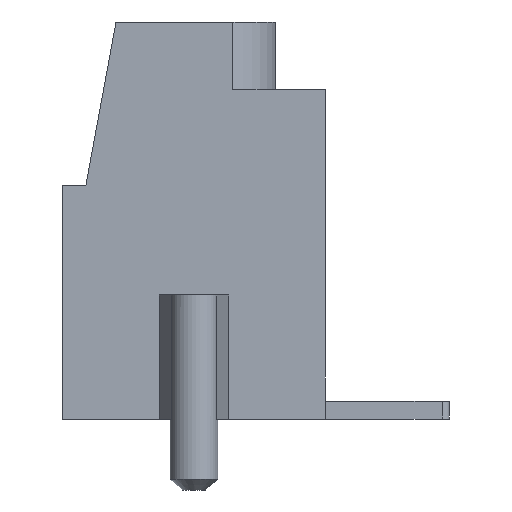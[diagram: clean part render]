
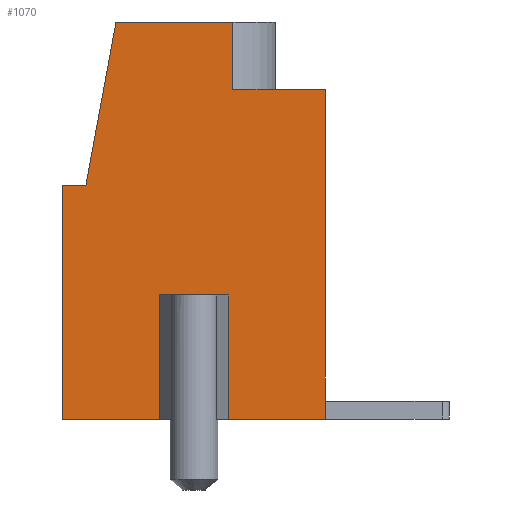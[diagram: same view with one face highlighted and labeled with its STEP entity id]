
A CAD part, left-side view. The second image highlights one B-rep face of the part: STEP entity #1070.
In plain terms, the highlighted planar face has unit normal (-1, 0, 0).
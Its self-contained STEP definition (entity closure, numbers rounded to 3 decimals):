
#1070 = ADVANCED_FACE( '', ( #2226 ), #2227, .F. );
#2226 = FACE_OUTER_BOUND( '', #3543, .T. );
#2227 = PLANE( '', #3544 );
#3543 = EDGE_LOOP( '', ( #6034, #6035, #6036, #6037, #6038, #6039, #6040, #6041, #6042, #6043, #6044, #6045 ) );
#3544 = AXIS2_PLACEMENT_3D( '', #6046, #6047, #6048 );
#6034 = ORIENTED_EDGE( '', *, *, #8850, .T. );
#6035 = ORIENTED_EDGE( '', *, *, #9148, .F. );
#6036 = ORIENTED_EDGE( '', *, *, #9149, .F. );
#6037 = ORIENTED_EDGE( '', *, *, #9150, .F. );
#6038 = ORIENTED_EDGE( '', *, *, #8729, .T. );
#6039 = ORIENTED_EDGE( '', *, *, #9151, .F. );
#6040 = ORIENTED_EDGE( '', *, *, #9152, .F. );
#6041 = ORIENTED_EDGE( '', *, *, #8169, .F. );
#6042 = ORIENTED_EDGE( '', *, *, #9153, .F. );
#6043 = ORIENTED_EDGE( '', *, *, #9154, .F. );
#6044 = ORIENTED_EDGE( '', *, *, #8151, .F. );
#6045 = ORIENTED_EDGE( '', *, *, #9023, .F. );
#6046 = CARTESIAN_POINT( '', ( -10.6, 0., 0. ) );
#6047 = DIRECTION( '', ( 1., 0., 0. ) );
#6048 = DIRECTION( '', ( 0., 0., -1. ) );
#8151 = EDGE_CURVE( '', #9718, #9713, #9720, .T. );
#8169 = EDGE_CURVE( '', #9751, #9753, #9754, .T. );
#8729 = EDGE_CURVE( '', #10729, #10727, #10730, .T. );
#8850 = EDGE_CURVE( '', #10921, #10919, #10922, .T. );
#9023 = EDGE_CURVE( '', #10921, #9718, #11172, .T. );
#9148 = EDGE_CURVE( '', #11342, #10919, #11343, .T. );
#9149 = EDGE_CURVE( '', #11344, #11342, #11345, .T. );
#9150 = EDGE_CURVE( '', #10729, #11344, #11346, .T. );
#9151 = EDGE_CURVE( '', #11347, #10727, #11348, .T. );
#9152 = EDGE_CURVE( '', #9753, #11347, #11349, .T. );
#9153 = EDGE_CURVE( '', #11350, #9751, #11351, .T. );
#9154 = EDGE_CURVE( '', #9713, #11350, #11352, .T. );
#9713 = VERTEX_POINT( '', #12037 );
#9718 = VERTEX_POINT( '', #12044 );
#9720 = LINE( '', #12047, #12048 );
#9751 = VERTEX_POINT( '', #12089 );
#9753 = VERTEX_POINT( '', #12092 );
#9754 = LINE( '', #12093, #12094 );
#10727 = VERTEX_POINT( '', #13496 );
#10729 = VERTEX_POINT( '', #13499 );
#10730 = LINE( '', #13500, #13501 );
#10919 = VERTEX_POINT( '', #13777 );
#10921 = VERTEX_POINT( '', #13780 );
#10922 = LINE( '', #13781, #13782 );
#11172 = LINE( '', #14144, #14145 );
#11342 = VERTEX_POINT( '', #14397 );
#11343 = LINE( '', #14398, #14399 );
#11344 = VERTEX_POINT( '', #14400 );
#11345 = LINE( '', #14401, #14402 );
#11346 = LINE( '', #14403, #14404 );
#11347 = VERTEX_POINT( '', #14405 );
#11348 = LINE( '', #14406, #14407 );
#11349 = LINE( '', #14408, #14409 );
#11350 = VERTEX_POINT( '', #14410 );
#11351 = LINE( '', #14411, #14412 );
#11352 = LINE( '', #14413, #14414 );
#12037 = CARTESIAN_POINT( '', ( -10.6, 0.975, -4.65 ) );
#12044 = CARTESIAN_POINT( '', ( -10.6, 0.975, -1.15 ) );
#12047 = CARTESIAN_POINT( '', ( -10.6, 0.975, -1.15 ) );
#12048 = VECTOR( '', #15428, 1000. );
#12089 = CARTESIAN_POINT( '', ( -10.6, 3.7, 1.95 ) );
#12092 = CARTESIAN_POINT( '', ( -10.6, 3.05, 1.95 ) );
#12093 = CARTESIAN_POINT( '', ( -10.6, 3.7, 1.95 ) );
#12094 = VECTOR( '', #15449, 1000. );
#13496 = CARTESIAN_POINT( '', ( -10.6, -1.1, 6.55 ) );
#13499 = CARTESIAN_POINT( '', ( -10.6, -1.1, 4.65 ) );
#13500 = CARTESIAN_POINT( '', ( -10.6, -1.1, 4.65 ) );
#13501 = VECTOR( '', #16004, 1000. );
#13777 = CARTESIAN_POINT( '', ( -10.6, -0.975, -4.65 ) );
#13780 = CARTESIAN_POINT( '', ( -10.6, -0.975, -1.15 ) );
#13781 = CARTESIAN_POINT( '', ( -10.6, -0.975, -1.15 ) );
#13782 = VECTOR( '', #16108, 1000. );
#14144 = CARTESIAN_POINT( '', ( -10.6, -0.975, -1.15 ) );
#14145 = VECTOR( '', #16266, 1000. );
#14397 = CARTESIAN_POINT( '', ( -10.6, -3.7, -4.65 ) );
#14398 = CARTESIAN_POINT( '', ( -10.6, -3.7, -4.65 ) );
#14399 = VECTOR( '', #16364, 1000. );
#14400 = CARTESIAN_POINT( '', ( -10.6, -3.7, 4.65 ) );
#14401 = CARTESIAN_POINT( '', ( -10.6, -3.7, 4.65 ) );
#14402 = VECTOR( '', #16365, 1000. );
#14403 = CARTESIAN_POINT( '', ( -10.6, -2.3, 4.65 ) );
#14404 = VECTOR( '', #16366, 1000. );
#14405 = CARTESIAN_POINT( '', ( -10.6, 2.2, 6.55 ) );
#14406 = CARTESIAN_POINT( '', ( -10.6, 2.2, 6.55 ) );
#14407 = VECTOR( '', #16367, 1000. );
#14408 = CARTESIAN_POINT( '', ( -10.6, 3.05, 1.95 ) );
#14409 = VECTOR( '', #16368, 1000. );
#14410 = CARTESIAN_POINT( '', ( -10.6, 3.7, -4.65 ) );
#14411 = CARTESIAN_POINT( '', ( -10.6, 3.7, -4.65 ) );
#14412 = VECTOR( '', #16369, 1000. );
#14413 = CARTESIAN_POINT( '', ( -10.6, -3.7, -4.65 ) );
#14414 = VECTOR( '', #16370, 1000. );
#15428 = DIRECTION( '', ( 0., 0., -1. ) );
#15449 = DIRECTION( '', ( 0., -1., 0. ) );
#16004 = DIRECTION( '', ( 0., 0., 1. ) );
#16108 = DIRECTION( '', ( 0., 0., -1. ) );
#16266 = DIRECTION( '', ( 0., 1., 0. ) );
#16364 = DIRECTION( '', ( 0., 1., 0. ) );
#16365 = DIRECTION( '', ( 0., 0., -1. ) );
#16366 = DIRECTION( '', ( 0., -1., 0. ) );
#16367 = DIRECTION( '', ( 0., -1., 0. ) );
#16368 = DIRECTION( '', ( 0., -0.182, 0.983 ) );
#16369 = DIRECTION( '', ( 0., 0., 1. ) );
#16370 = DIRECTION( '', ( 0., 1., 0. ) );
